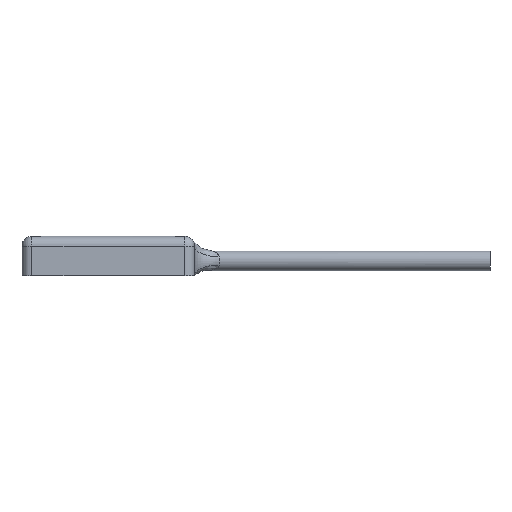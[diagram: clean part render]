
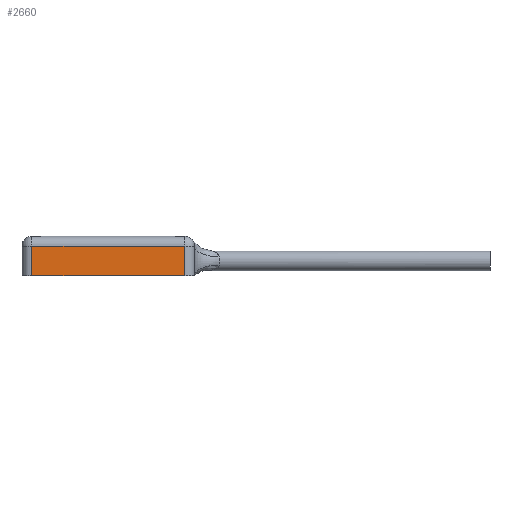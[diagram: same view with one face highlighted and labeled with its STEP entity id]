
A CAD part, left-side view. The second image highlights one B-rep face of the part: STEP entity #2660.
In plain terms, the highlighted planar face has unit normal (-1, 0, 0).
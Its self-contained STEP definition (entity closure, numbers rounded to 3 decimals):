
#37 = VERTEX_POINT ( 'NONE', #53 ) ;
#53 = CARTESIAN_POINT ( 'NONE',  ( -60.143, 44.331, 1. ) ) ;
#252 = VERTEX_POINT ( 'NONE', #885 ) ;
#275 = CARTESIAN_POINT ( 'NONE',  ( -60.143, 0., -5. ) ) ;
#546 = CARTESIAN_POINT ( 'NONE',  ( -60.143, 13.33, 3. ) ) ;
#662 = ORIENTED_EDGE ( 'NONE', *, *, #1188, .T. ) ;
#705 = LINE ( 'NONE', #275, #3128 ) ;
#739 = CARTESIAN_POINT ( 'NONE',  ( -60.143, 13.33, 1. ) ) ;
#855 = DIRECTION ( 'NONE',  ( 1., 0., 0. ) ) ;
#885 = CARTESIAN_POINT ( 'NONE',  ( -60.143, 13.33, -5. ) ) ;
#1188 = EDGE_CURVE ( 'NONE', #252, #1401, #3101, .T. ) ;
#1260 = VERTEX_POINT ( 'NONE', #3149 ) ;
#1283 = VECTOR ( 'NONE', #3062, 1000. ) ;
#1303 = CARTESIAN_POINT ( 'NONE',  ( -60.143, 44.331, -101.242 ) ) ;
#1315 = EDGE_CURVE ( 'NONE', #252, #1260, #705, .T. ) ;
#1401 = VERTEX_POINT ( 'NONE', #739 ) ;
#1425 = EDGE_LOOP ( 'NONE', ( #662, #1724, #3072, #2404 ) ) ;
#1596 = FACE_OUTER_BOUND ( 'NONE', #1425, .T. ) ;
#1724 = ORIENTED_EDGE ( 'NONE', *, *, #2001, .T. ) ;
#1848 = DIRECTION ( 'NONE',  ( 0., 0., -1. ) ) ;
#1979 = CARTESIAN_POINT ( 'NONE',  ( -60.143, 0., 1. ) ) ;
#1994 = DIRECTION ( 'NONE',  ( 0., 1., 0. ) ) ;
#2001 = EDGE_CURVE ( 'NONE', #1401, #37, #2747, .T. ) ;
#2003 = DIRECTION ( 'NONE',  ( 0., 1., 0. ) ) ;
#2061 = AXIS2_PLACEMENT_3D ( 'NONE', #3111, #855, #1848 ) ;
#2082 = VECTOR ( 'NONE', #1994, 1000. ) ;
#2313 = PLANE ( 'NONE',  #2061 ) ;
#2404 = ORIENTED_EDGE ( 'NONE', *, *, #1315, .F. ) ;
#2496 = VECTOR ( 'NONE', #2674, 1000. ) ;
#2527 = LINE ( 'NONE', #1303, #1283 ) ;
#2660 = ADVANCED_FACE ( 'NONE', ( #1596 ), #2313, .F. ) ;
#2674 = DIRECTION ( 'NONE',  ( 0., 0., 1. ) ) ;
#2747 = LINE ( 'NONE', #1979, #2082 ) ;
#3061 = EDGE_CURVE ( 'NONE', #37, #1260, #2527, .T. ) ;
#3062 = DIRECTION ( 'NONE',  ( 0., 0., -1. ) ) ;
#3072 = ORIENTED_EDGE ( 'NONE', *, *, #3061, .T. ) ;
#3101 = LINE ( 'NONE', #546, #2496 ) ;
#3111 = CARTESIAN_POINT ( 'NONE',  ( -60.143, 0., -101.242 ) ) ;
#3128 = VECTOR ( 'NONE', #2003, 1000. ) ;
#3149 = CARTESIAN_POINT ( 'NONE',  ( -60.143, 44.331, -5. ) ) ;
